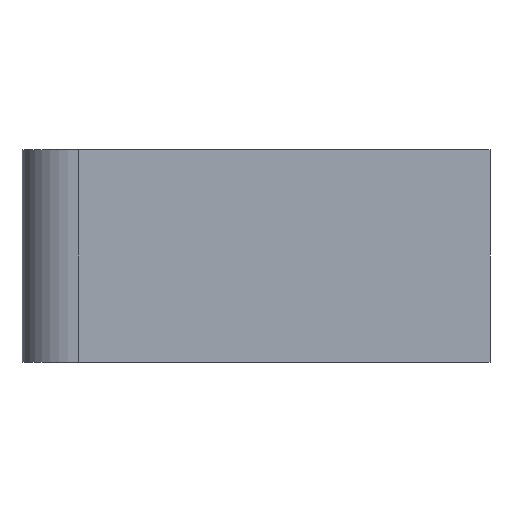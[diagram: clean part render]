
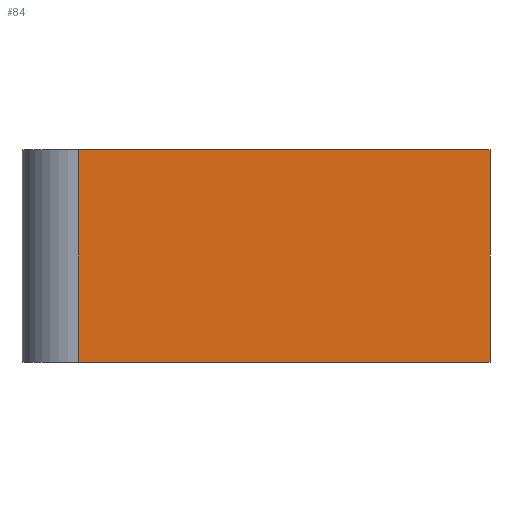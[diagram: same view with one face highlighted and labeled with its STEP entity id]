
A CAD part, front view. The second image highlights one B-rep face of the part: STEP entity #84.
In plain terms, the highlighted planar face has unit normal (0, -1, 0).
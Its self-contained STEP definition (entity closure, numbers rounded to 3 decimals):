
#84=ADVANCED_FACE('0:396',(#154),#155,.T.);
#154=FACE_OUTER_BOUND('',#211,.T.);
#155=PLANE('',#212);
#211=EDGE_LOOP('',(#301,#302,#303,#304));
#212=AXIS2_PLACEMENT_3D('',#305,#306,#307);
#301=ORIENTED_EDGE('',*,*,#393,.F.);
#302=ORIENTED_EDGE('',*,*,#396,.T.);
#303=ORIENTED_EDGE('',*,*,#397,.T.);
#304=ORIENTED_EDGE('',*,*,#398,.F.);
#305=CARTESIAN_POINT('',(107.5,-54.5,108.75));
#306=DIRECTION('',(0.0,-1.0,0.0));
#307=DIRECTION('',(0.0,0.0,-1.0));
#393=EDGE_CURVE('0:489',#461,#463,#464,.T.);
#396=EDGE_CURVE('0:495',#461,#467,#468,.T.);
#397=EDGE_CURVE('0:498',#467,#469,#470,.T.);
#398=EDGE_CURVE('0:501',#463,#469,#471,.T.);
#461=VERTEX_POINT('',#555);
#463=VERTEX_POINT('',#557);
#464=LINE('',#558,#559);
#467=VERTEX_POINT('',#562);
#468=LINE('',#563,#564);
#469=VERTEX_POINT('',#565);
#470=LINE('',#566,#567);
#471=LINE('',#568,#569);
#555=CARTESIAN_POINT('',(107.5,-54.5,14.0));
#557=CARTESIAN_POINT('',(107.5,-54.5,203.5));
#558=CARTESIAN_POINT('',(107.5,-54.5,108.75));
#559=VECTOR('',#627,0.001);
#562=CARTESIAN_POINT('',(474.0,-54.5,14.0));
#563=CARTESIAN_POINT('',(290.75,-54.5,14.0));
#564=VECTOR('',#631,0.001);
#565=CARTESIAN_POINT('',(474.0,-54.5,203.5));
#566=CARTESIAN_POINT('',(474.0,-54.5,108.75));
#567=VECTOR('',#632,0.001);
#568=CARTESIAN_POINT('',(290.75,-54.5,203.5));
#569=VECTOR('',#633,0.001);
#627=DIRECTION('',(0.0,0.0,1.0));
#631=DIRECTION('',(1.0,0.0,0.0));
#632=DIRECTION('',(0.0,0.0,1.0));
#633=DIRECTION('',(1.0,0.0,0.0));
